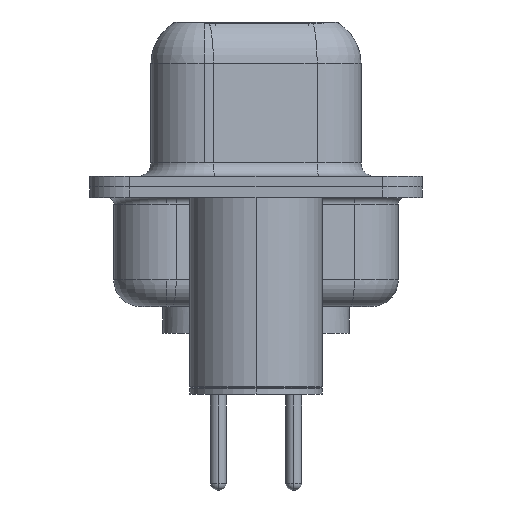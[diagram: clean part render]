
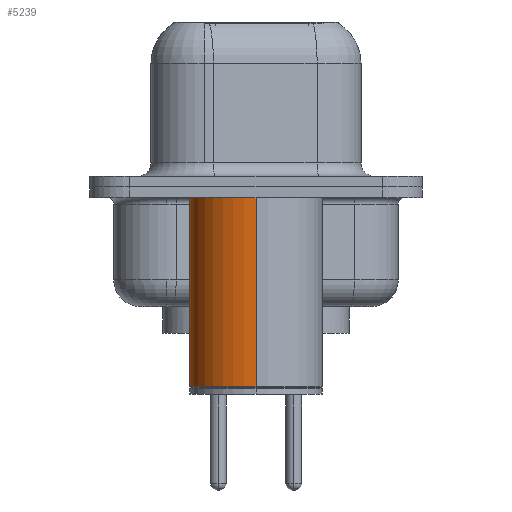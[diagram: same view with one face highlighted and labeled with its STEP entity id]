
A CAD part, left-side view. The second image highlights one B-rep face of the part: STEP entity #5239.
In plain terms, the highlighted cylindrical face has radius 2.5 mm (diameter 5 mm), a partial arc.
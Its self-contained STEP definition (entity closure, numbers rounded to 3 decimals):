
#245 = CIRCLE ( 'NONE', #14587, 2.5 ) ;
#553 = DIRECTION ( 'NONE',  ( 0., 0., 1. ) ) ;
#894 = CYLINDRICAL_SURFACE ( 'NONE', #9458, 2.5 ) ;
#2874 = ORIENTED_EDGE ( 'NONE', *, *, #12592, .F. ) ;
#4242 = LINE ( 'NONE', #7995, #11376 ) ;
#4523 = CIRCLE ( 'NONE', #5043, 2.5 ) ;
#4666 = CARTESIAN_POINT ( 'NONE',  ( 0., 0., 0.581 ) ) ;
#5016 = EDGE_CURVE ( 'NONE', #8789, #12534, #4523, .T. ) ;
#5043 = AXIS2_PLACEMENT_3D ( 'NONE', #13363, #6086, #8450 ) ;
#5046 = CARTESIAN_POINT ( 'NONE',  ( 2.5, 0., -0.4 ) ) ;
#5239 = ADVANCED_FACE ( 'NONE', ( #8495 ), #894, .T. ) ;
#6086 = DIRECTION ( 'NONE',  ( 0., 0., 1. ) ) ;
#6948 = EDGE_CURVE ( 'NONE', #7675, #14440, #245, .T. ) ;
#7196 = CARTESIAN_POINT ( 'NONE',  ( -2.5, 0., -7.525 ) ) ;
#7550 = ORIENTED_EDGE ( 'NONE', *, *, #5016, .F. ) ;
#7675 = VERTEX_POINT ( 'NONE', #8994 ) ;
#7995 = CARTESIAN_POINT ( 'NONE',  ( -2.5, 0., 0.581 ) ) ;
#8426 = DIRECTION ( 'NONE',  ( 0., 0., 1. ) ) ;
#8450 = DIRECTION ( 'NONE',  ( 1., 0., 0. ) ) ;
#8495 = FACE_OUTER_BOUND ( 'NONE', #14487, .T. ) ;
#8712 = LINE ( 'NONE', #8949, #9570 ) ;
#8789 = VERTEX_POINT ( 'NONE', #5046 ) ;
#8949 = CARTESIAN_POINT ( 'NONE',  ( 2.5, 0., 0.581 ) ) ;
#8994 = CARTESIAN_POINT ( 'NONE',  ( 2.5, 0., -7.525 ) ) ;
#9458 = AXIS2_PLACEMENT_3D ( 'NONE', #4666, #8426, #14692 ) ;
#9570 = VECTOR ( 'NONE', #13687, 1000. ) ;
#10030 = CARTESIAN_POINT ( 'NONE',  ( 0., 0., -7.525 ) ) ;
#10208 = ORIENTED_EDGE ( 'NONE', *, *, #12235, .T. ) ;
#10608 = DIRECTION ( 'NONE',  ( 1., 0., 0. ) ) ;
#11376 = VECTOR ( 'NONE', #553, 1000. ) ;
#11482 = CARTESIAN_POINT ( 'NONE',  ( -2.5, 0., -0.4 ) ) ;
#12235 = EDGE_CURVE ( 'NONE', #14440, #12534, #4242, .T. ) ;
#12534 = VERTEX_POINT ( 'NONE', #11482 ) ;
#12592 = EDGE_CURVE ( 'NONE', #7675, #8789, #8712, .T. ) ;
#12991 = DIRECTION ( 'NONE',  ( 0., 0., 1. ) ) ;
#13363 = CARTESIAN_POINT ( 'NONE',  ( 0., 0., -0.4 ) ) ;
#13687 = DIRECTION ( 'NONE',  ( 0., 0., 1. ) ) ;
#14440 = VERTEX_POINT ( 'NONE', #7196 ) ;
#14487 = EDGE_LOOP ( 'NONE', ( #14678, #10208, #7550, #2874 ) ) ;
#14587 = AXIS2_PLACEMENT_3D ( 'NONE', #10030, #12991, #10608 ) ;
#14678 = ORIENTED_EDGE ( 'NONE', *, *, #6948, .T. ) ;
#14692 = DIRECTION ( 'NONE',  ( 1., 0., 0. ) ) ;
